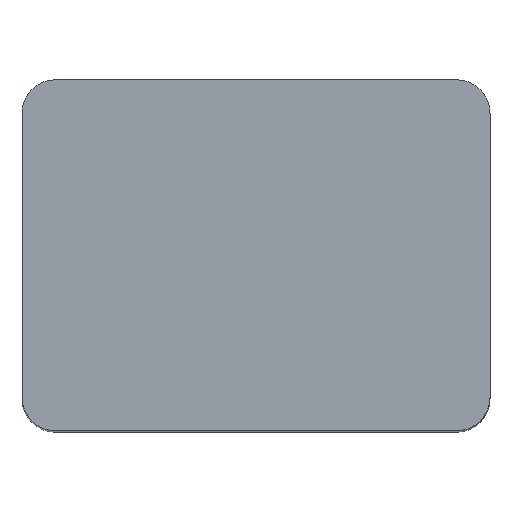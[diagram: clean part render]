
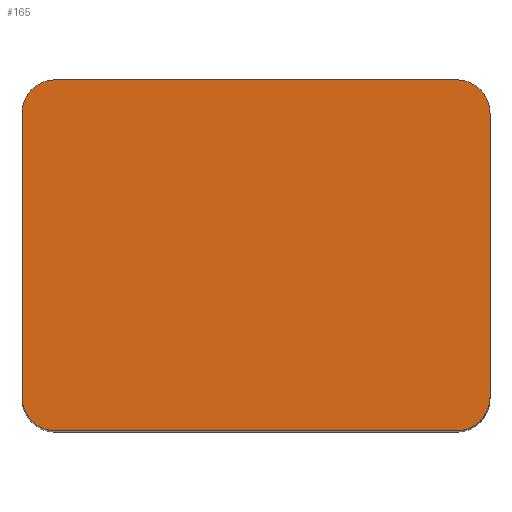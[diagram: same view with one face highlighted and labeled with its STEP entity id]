
A CAD part, top view. The second image highlights one B-rep face of the part: STEP entity #165.
In plain terms, the highlighted planar face has unit normal (0, 0, 1).
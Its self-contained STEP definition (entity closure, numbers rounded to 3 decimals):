
#9 = CIRCLE ( 'NONE', #872, 1. ) ;
#10 = ORIENTED_EDGE ( 'NONE', *, *, #431, .T. ) ;
#15 = AXIS2_PLACEMENT_3D ( 'NONE', #519, #90, #443 ) ;
#22 = CARTESIAN_POINT ( 'NONE',  ( 6., -5.25, 25. ) ) ;
#26 = ORIENTED_EDGE ( 'NONE', *, *, #370, .T. ) ;
#33 = VECTOR ( 'NONE', #185, 1000. ) ;
#34 = PLANE ( 'NONE',  #434 ) ;
#38 = CARTESIAN_POINT ( 'NONE',  ( -6.707, 4.957, 25. ) ) ;
#43 = EDGE_CURVE ( 'NONE', #521, #228, #9, .T. ) ;
#45 = CARTESIAN_POINT ( 'NONE',  ( 6., 4.25, 25. ) ) ;
#46 = CARTESIAN_POINT ( 'NONE',  ( 6., 5.25, 25. ) ) ;
#57 = CARTESIAN_POINT ( 'NONE',  ( -6., -4.25, 25. ) ) ;
#59 = CARTESIAN_POINT ( 'NONE',  ( 7., 4.25, 25. ) ) ;
#82 = ORIENTED_EDGE ( 'NONE', *, *, #563, .T. ) ;
#90 = DIRECTION ( 'NONE',  ( 0., 0., 1. ) ) ;
#108 = CARTESIAN_POINT ( 'NONE',  ( -6.707, -4.957, 25. ) ) ;
#113 = EDGE_CURVE ( 'NONE', #799, #342, #816, .T. ) ;
#120 = CARTESIAN_POINT ( 'NONE',  ( 7., -4.25, 25. ) ) ;
#134 = DIRECTION ( 'NONE',  ( 0., 0., 1. ) ) ;
#147 = ORIENTED_EDGE ( 'NONE', *, *, #887, .T. ) ;
#156 = CARTESIAN_POINT ( 'NONE',  ( -6., 4.25, 25. ) ) ;
#160 = VERTEX_POINT ( 'NONE', #593 ) ;
#165 = ADVANCED_FACE ( 'NONE', ( #601 ), #34, .F. ) ;
#171 = CIRCLE ( 'NONE', #685, 1. ) ;
#185 = DIRECTION ( 'NONE',  ( -1., 0., 0. ) ) ;
#218 = LINE ( 'NONE', #553, #314 ) ;
#225 = DIRECTION ( 'NONE',  ( -1., 0., 0. ) ) ;
#228 = VERTEX_POINT ( 'NONE', #844 ) ;
#230 = CARTESIAN_POINT ( 'NONE',  ( -6.5, -5.25, 25. ) ) ;
#235 = EDGE_CURVE ( 'NONE', #624, #743, #218, .T. ) ;
#246 = VECTOR ( 'NONE', #728, 1000. ) ;
#252 = ORIENTED_EDGE ( 'NONE', *, *, #375, .T. ) ;
#259 = CARTESIAN_POINT ( 'NONE',  ( -6., -4.25, 25. ) ) ;
#261 = CARTESIAN_POINT ( 'NONE',  ( -6., 5.25, 25. ) ) ;
#275 = DIRECTION ( 'NONE',  ( -1., 0., 0. ) ) ;
#280 = VERTEX_POINT ( 'NONE', #120 ) ;
#296 = CIRCLE ( 'NONE', #814, 1. ) ;
#304 = CIRCLE ( 'NONE', #828, 1. ) ;
#310 = CARTESIAN_POINT ( 'NONE',  ( 7., 5.25, 25. ) ) ;
#312 = DIRECTION ( 'NONE',  ( -1., 0., 0. ) ) ;
#314 = VECTOR ( 'NONE', #484, 1000. ) ;
#336 = EDGE_CURVE ( 'NONE', #228, #280, #783, .T. ) ;
#342 = VERTEX_POINT ( 'NONE', #261 ) ;
#370 = EDGE_CURVE ( 'NONE', #774, #160, #304, .T. ) ;
#373 = ORIENTED_EDGE ( 'NONE', *, *, #43, .T. ) ;
#375 = EDGE_CURVE ( 'NONE', #743, #774, #550, .T. ) ;
#377 = AXIS2_PLACEMENT_3D ( 'NONE', #620, #610, #893 ) ;
#387 = DIRECTION ( 'NONE',  ( 0., 0., 1. ) ) ;
#397 = ORIENTED_EDGE ( 'NONE', *, *, #235, .T. ) ;
#399 = DIRECTION ( 'NONE',  ( 0., 0., 1. ) ) ;
#402 = CIRCLE ( 'NONE', #15, 1. ) ;
#407 = EDGE_CURVE ( 'NONE', #496, #825, #494, .T. ) ;
#410 = CARTESIAN_POINT ( 'NONE',  ( 6., 4.25, 25. ) ) ;
#418 = LINE ( 'NONE', #230, #633 ) ;
#431 = EDGE_CURVE ( 'NONE', #825, #799, #296, .T. ) ;
#434 = AXIS2_PLACEMENT_3D ( 'NONE', #881, #895, #617 ) ;
#437 = ORIENTED_EDGE ( 'NONE', *, *, #113, .T. ) ;
#441 = AXIS2_PLACEMENT_3D ( 'NONE', #45, #538, #817 ) ;
#443 = DIRECTION ( 'NONE',  ( -1., 0., 0. ) ) ;
#454 = CARTESIAN_POINT ( 'NONE',  ( -17.115, 5.25, 25. ) ) ;
#484 = DIRECTION ( 'NONE',  ( 0., -1., 0. ) ) ;
#485 = DIRECTION ( 'NONE',  ( 0., 0., 1. ) ) ;
#490 = DIRECTION ( 'NONE',  ( -1., 0., 0. ) ) ;
#494 = CIRCLE ( 'NONE', #441, 1. ) ;
#496 = VERTEX_POINT ( 'NONE', #59 ) ;
#506 = ORIENTED_EDGE ( 'NONE', *, *, #660, .F. ) ;
#519 = CARTESIAN_POINT ( 'NONE',  ( -6., 4.25, 25. ) ) ;
#521 = VERTEX_POINT ( 'NONE', #22 ) ;
#523 = ORIENTED_EDGE ( 'NONE', *, *, #407, .T. ) ;
#527 = EDGE_LOOP ( 'NONE', ( #373, #782, #147, #523, #10, #437, #82, #568, #397, #252, #26, #506 ) ) ;
#538 = DIRECTION ( 'NONE',  ( 0., 0., 1. ) ) ;
#550 = CIRCLE ( 'NONE', #849, 1. ) ;
#553 = CARTESIAN_POINT ( 'NONE',  ( -7., -5.25, 25. ) ) ;
#563 = EDGE_CURVE ( 'NONE', #342, #883, #171, .T. ) ;
#568 = ORIENTED_EDGE ( 'NONE', *, *, #863, .T. ) ;
#585 = LINE ( 'NONE', #310, #246 ) ;
#591 = CARTESIAN_POINT ( 'NONE',  ( 6.707, 4.957, 25. ) ) ;
#593 = CARTESIAN_POINT ( 'NONE',  ( -6., -5.25, 25. ) ) ;
#601 = FACE_OUTER_BOUND ( 'NONE', #527, .T. ) ;
#610 = DIRECTION ( 'NONE',  ( 0., 0., 1. ) ) ;
#614 = DIRECTION ( 'NONE',  ( -1., 0., 0. ) ) ;
#617 = DIRECTION ( 'NONE',  ( -1., 0., 0. ) ) ;
#620 = CARTESIAN_POINT ( 'NONE',  ( 6., -4.25, 25. ) ) ;
#624 = VERTEX_POINT ( 'NONE', #772 ) ;
#633 = VECTOR ( 'NONE', #490, 1000. ) ;
#660 = EDGE_CURVE ( 'NONE', #521, #160, #418, .T. ) ;
#685 = AXIS2_PLACEMENT_3D ( 'NONE', #156, #134, #225 ) ;
#723 = CARTESIAN_POINT ( 'NONE',  ( -7., -4.25, 25. ) ) ;
#728 = DIRECTION ( 'NONE',  ( 0., 1., 0. ) ) ;
#743 = VERTEX_POINT ( 'NONE', #723 ) ;
#752 = DIRECTION ( 'NONE',  ( 0., 0., 1. ) ) ;
#772 = CARTESIAN_POINT ( 'NONE',  ( -7., 4.25, 25. ) ) ;
#774 = VERTEX_POINT ( 'NONE', #108 ) ;
#782 = ORIENTED_EDGE ( 'NONE', *, *, #336, .T. ) ;
#783 = CIRCLE ( 'NONE', #377, 1. ) ;
#799 = VERTEX_POINT ( 'NONE', #46 ) ;
#814 = AXIS2_PLACEMENT_3D ( 'NONE', #410, #485, #275 ) ;
#816 = LINE ( 'NONE', #454, #33 ) ;
#817 = DIRECTION ( 'NONE',  ( -1., 0., 0. ) ) ;
#825 = VERTEX_POINT ( 'NONE', #591 ) ;
#828 = AXIS2_PLACEMENT_3D ( 'NONE', #57, #399, #614 ) ;
#844 = CARTESIAN_POINT ( 'NONE',  ( 6.707, -4.957, 25. ) ) ;
#849 = AXIS2_PLACEMENT_3D ( 'NONE', #259, #387, #896 ) ;
#863 = EDGE_CURVE ( 'NONE', #883, #624, #402, .T. ) ;
#872 = AXIS2_PLACEMENT_3D ( 'NONE', #877, #752, #312 ) ;
#877 = CARTESIAN_POINT ( 'NONE',  ( 6., -4.25, 25. ) ) ;
#881 = CARTESIAN_POINT ( 'NONE',  ( -17.115, -5.25, 25. ) ) ;
#883 = VERTEX_POINT ( 'NONE', #38 ) ;
#887 = EDGE_CURVE ( 'NONE', #280, #496, #585, .T. ) ;
#893 = DIRECTION ( 'NONE',  ( -1., 0., 0. ) ) ;
#895 = DIRECTION ( 'NONE',  ( 0., 0., -1. ) ) ;
#896 = DIRECTION ( 'NONE',  ( -1., 0., 0. ) ) ;
